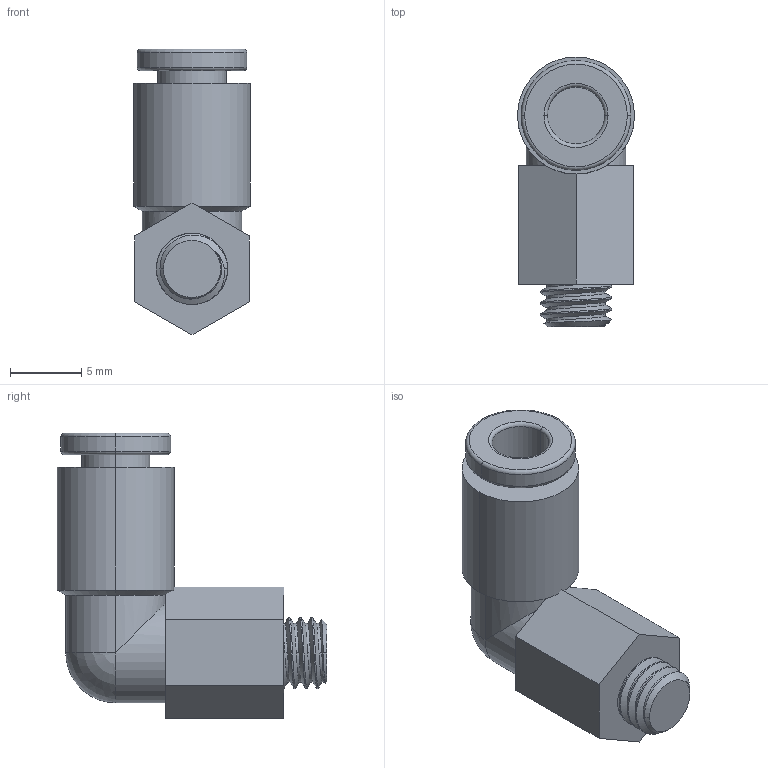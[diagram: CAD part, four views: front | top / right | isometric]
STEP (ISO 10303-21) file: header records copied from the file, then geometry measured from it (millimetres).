
FILE_DESCRIPTION (( 'STEP AP214' ), '1' );
FILE_NAME ('KQ2L04-M5A.step.step', '2018-01-31T04:02:35', ( '' ), ( '' ), 'SwSTEP 2.0', 'SolidWorks 2018', '' );
FILE_SCHEMA (( 'AUTOMOTIVE_DESIGN' ));
Length unit declared in the file: millimetre
Products named in the file (4): KQ2L04-M5A.step_KQ2(L-LF-LE-W)_04-M5; KQ2L04-M5A.step_BUTTON_04; KQ2L04-M5A.step_STUD_M_M5; KQ2L04-M5A.step
Assembly tree (3 placements, depth 2):
  KQ2L04-M5A.step
    KQ2L04-M5A.step_STUD_M_M5
    KQ2L04-M5A.step_KQ2(L-LF-LE-W)_04-M5
    KQ2L04-M5A.step_BUTTON_04
Bounding box: 8.2 x 18.9 x 20.02 mm (x, y, z)
Volume: 1174.1 mm3; surface area: 1497.6 mm2
Topology: 3 solids, 3 shells, 60 faces, 140 edges, 87 vertices
Faces by surface type: cylinder 30, plane 15, torus 6, cone 5, bspline 2, sphere 2
Entity records: 2376 total; most frequent: CARTESIAN_POINT 940, ORIENTED_EDGE 276, DIRECTION 274, EDGE_CURVE 138, AXIS2_PLACEMENT_3D 112, VERTEX_POINT 87, EDGE_LOOP 65, FACE_OUTER_BOUND 60
